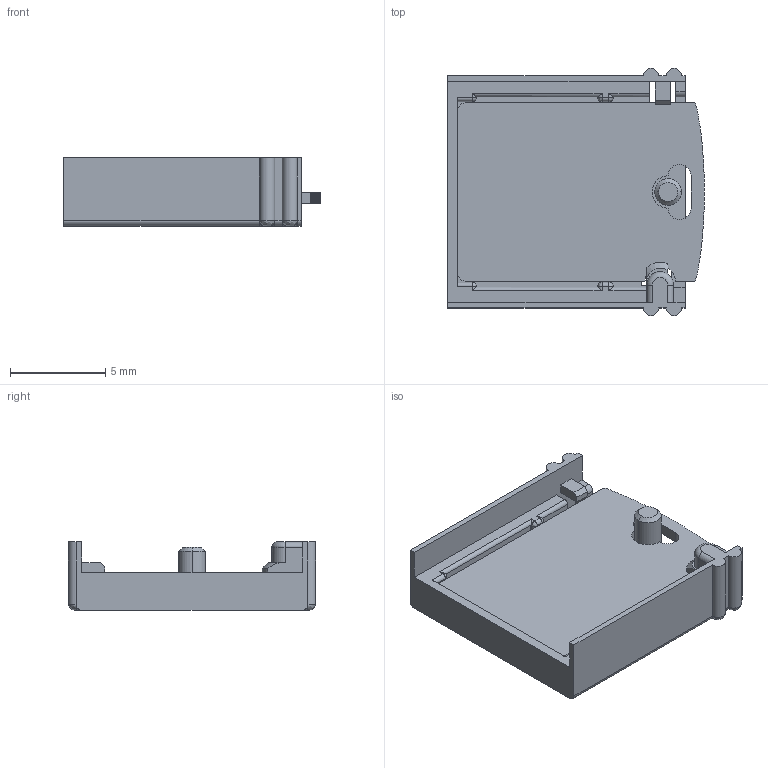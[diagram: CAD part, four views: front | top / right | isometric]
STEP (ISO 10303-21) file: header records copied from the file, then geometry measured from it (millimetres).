
FILE_DESCRIPTION((''),'2;1');
FILE_NAME('ASM0010_ASM','2018-03-09T',('jiada'),(''),'PRO/ENGINEER BY PARAMETRIC TECHNOLOGY CORPORATION, 2010280','PRO/ENGINEER BY PARAMETRIC TECHNOLOGY CORPORATION, 2010280','');
FILE_SCHEMA(('CONFIG_CONTROL_DESIGN'));
Length unit declared in the file: millimetre
Products named in the file (19): TOMU_0_4_CASE_SHORT-V01; QFN-24-1EP_5X5MM_PITCH0_65MM_; R_0402_002; R_0402_003; R_0402_001; R_0402_; C_0402_; MANIFOLD_SOLID_BREP_28906; MANIFOLD_SOLID_BREP_29236; LED_0402__ASM; C_0402_001; C_0402_002; MANIFOLD_SOLID_BREP_69845; MANIFOLD_SOLID_BREP_70175; LED_0402_001_ASM; PCB; ASSEMBLY_ASM; TOMU-0_4_6_ASM; ASM0010_ASM
Assembly tree (18 placements, depth 5):
  ASM0010_ASM
    TOMU_0_4_CASE_SHORT-V01
    TOMU-0_4_6_ASM
      ASSEMBLY_ASM
        QFN-24-1EP_5X5MM_PITCH0_65MM_
        R_0402_002
        R_0402_003
        R_0402_001
        R_0402_
        C_0402_
        LED_0402__ASM
          MANIFOLD_SOLID_BREP_28906
          MANIFOLD_SOLID_BREP_29236
        C_0402_001
        C_0402_002
        LED_0402_001_ASM
          MANIFOLD_SOLID_BREP_69845
          MANIFOLD_SOLID_BREP_70175
        PCB
Bounding box: 13.5 x 13 x 3.6 mm (x, y, z)
Volume: 263.5 mm3; surface area: 899.1 mm2
Topology: 14 solids, 14 shells, 1216 faces, 3328 edges, 2195 vertices
Faces by surface type: plane 782, extrusion 232, cylinder 164, bspline 24, torus 9, cone 3, sphere 2
Entity records: 47279 total; most frequent: CARTESIAN_POINT 16695, ORIENTED_EDGE 6640, DIRECTION 5473, EDGE_CURVE 3320, VECTOR 2707, LINE 2475, VERTEX_POINT 2195, AXIS2_PLACEMENT_3D 1383
